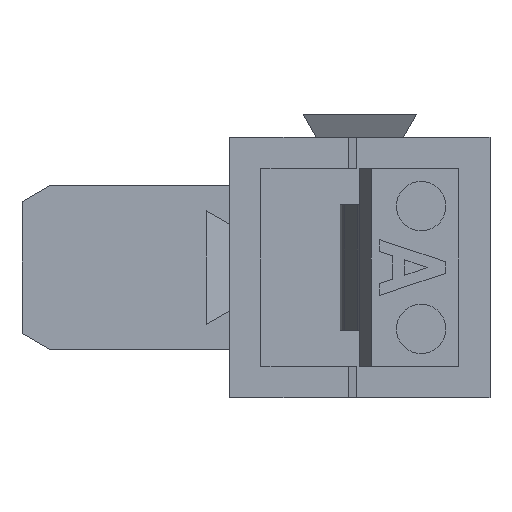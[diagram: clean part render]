
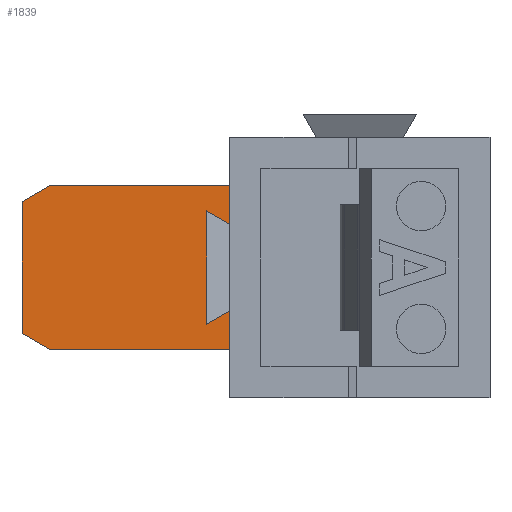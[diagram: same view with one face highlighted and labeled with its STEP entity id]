
A CAD part, left-side view. The second image highlights one B-rep face of the part: STEP entity #1839.
In plain terms, the highlighted planar face has unit normal (-1, 0, 0).
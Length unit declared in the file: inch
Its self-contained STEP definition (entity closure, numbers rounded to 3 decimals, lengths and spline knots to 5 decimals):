
#4 = EDGE_CURVE ( 'NONE', #1255, #903, #672, .T. ) ;
#27 = DIRECTION ( 'NONE',  ( 0., -1., 0. ) ) ;
#107 = CARTESIAN_POINT ( 'NONE',  ( 0.12598, 0.40354, 0.07874 ) ) ;
#108 = ORIENTED_EDGE ( 'NONE', *, *, #2061, .T. ) ;
#181 = ORIENTED_EDGE ( 'NONE', *, *, #2541, .F. ) ;
#315 = DIRECTION ( 'NONE',  ( 0., -1., 0. ) ) ;
#423 = ORIENTED_EDGE ( 'NONE', *, *, #4, .F. ) ;
#441 = ORIENTED_EDGE ( 'NONE', *, *, #2598, .T. ) ;
#490 = VECTOR ( 'NONE', #315, 39.37008 ) ;
#552 = VECTOR ( 'NONE', #2057, 39.37008 ) ;
#645 = DIRECTION ( 'NONE',  ( 0., -0.866, -0.5 ) ) ;
#664 = LINE ( 'NONE', #2589, #3002 ) ;
#672 = LINE ( 'NONE', #3080, #552 ) ;
#805 = CARTESIAN_POINT ( 'NONE',  ( 0.12598, 0.36945, 0.09843 ) ) ;
#825 = CARTESIAN_POINT ( 'NONE',  ( 0.12598, -0.00866, 0.09843 ) ) ;
#903 = VERTEX_POINT ( 'NONE', #1905 ) ;
#952 = EDGE_LOOP ( 'NONE', ( #2775, #441, #108, #423, #181, #1833 ) ) ;
#968 = CARTESIAN_POINT ( 'NONE',  ( 0.12598, -0.00866, -0.09843 ) ) ;
#975 = LINE ( 'NONE', #1467, #1898 ) ;
#990 = DIRECTION ( 'NONE',  ( 0., 0.866, -0.5 ) ) ;
#1086 = VECTOR ( 'NONE', #27, 39.37008 ) ;
#1255 = VERTEX_POINT ( 'NONE', #1705 ) ;
#1301 = FACE_OUTER_BOUND ( 'NONE', #952, .T. ) ;
#1467 = CARTESIAN_POINT ( 'NONE',  ( 0.12598, 0.36945, 0.09843 ) ) ;
#1511 = CARTESIAN_POINT ( 'NONE',  ( 0.12598, 0.40354, -0.07874 ) ) ;
#1595 = EDGE_CURVE ( 'NONE', #2126, #2172, #664, .T. ) ;
#1705 = CARTESIAN_POINT ( 'NONE',  ( 0.12598, -0.00866, 0.09843 ) ) ;
#1719 = LINE ( 'NONE', #968, #1086 ) ;
#1730 = CARTESIAN_POINT ( 'NONE',  ( 0.12598, 0.36945, -0.09843 ) ) ;
#1787 = DIRECTION ( 'NONE',  ( 1., 0., 0. ) ) ;
#1833 = ORIENTED_EDGE ( 'NONE', *, *, #2487, .T. ) ;
#1836 = LINE ( 'NONE', #1511, #3104 ) ;
#1839 = ADVANCED_FACE ( 'NONE', ( #1301 ), #2262, .F. ) ;
#1874 = DIRECTION ( 'NONE',  ( 0., 0., -1. ) ) ;
#1898 = VECTOR ( 'NONE', #990, 39.37008 ) ;
#1905 = CARTESIAN_POINT ( 'NONE',  ( 0.12598, -0.00866, -0.09843 ) ) ;
#2057 = DIRECTION ( 'NONE',  ( 0., 0., -1. ) ) ;
#2061 = EDGE_CURVE ( 'NONE', #2102, #903, #1719, .T. ) ;
#2102 = VERTEX_POINT ( 'NONE', #1730 ) ;
#2126 = VERTEX_POINT ( 'NONE', #107 ) ;
#2172 = VERTEX_POINT ( 'NONE', #2783 ) ;
#2208 = VERTEX_POINT ( 'NONE', #805 ) ;
#2262 = PLANE ( 'NONE',  #3006 ) ;
#2487 = EDGE_CURVE ( 'NONE', #2208, #2126, #975, .T. ) ;
#2541 = EDGE_CURVE ( 'NONE', #2208, #1255, #2698, .T. ) ;
#2589 = CARTESIAN_POINT ( 'NONE',  ( 0.12598, 0.40354, 0.09843 ) ) ;
#2598 = EDGE_CURVE ( 'NONE', #2172, #2102, #1836, .T. ) ;
#2698 = LINE ( 'NONE', #2961, #490 ) ;
#2755 = DIRECTION ( 'NONE',  ( 0., 1., 0. ) ) ;
#2775 = ORIENTED_EDGE ( 'NONE', *, *, #1595, .T. ) ;
#2783 = CARTESIAN_POINT ( 'NONE',  ( 0.12598, 0.40354, -0.07874 ) ) ;
#2961 = CARTESIAN_POINT ( 'NONE',  ( 0.12598, -0.00866, 0.09843 ) ) ;
#3002 = VECTOR ( 'NONE', #1874, 39.37008 ) ;
#3006 = AXIS2_PLACEMENT_3D ( 'NONE', #825, #1787, #2755 ) ;
#3080 = CARTESIAN_POINT ( 'NONE',  ( 0.12598, -0.00866, 0.09843 ) ) ;
#3104 = VECTOR ( 'NONE', #645, 39.37008 ) ;
